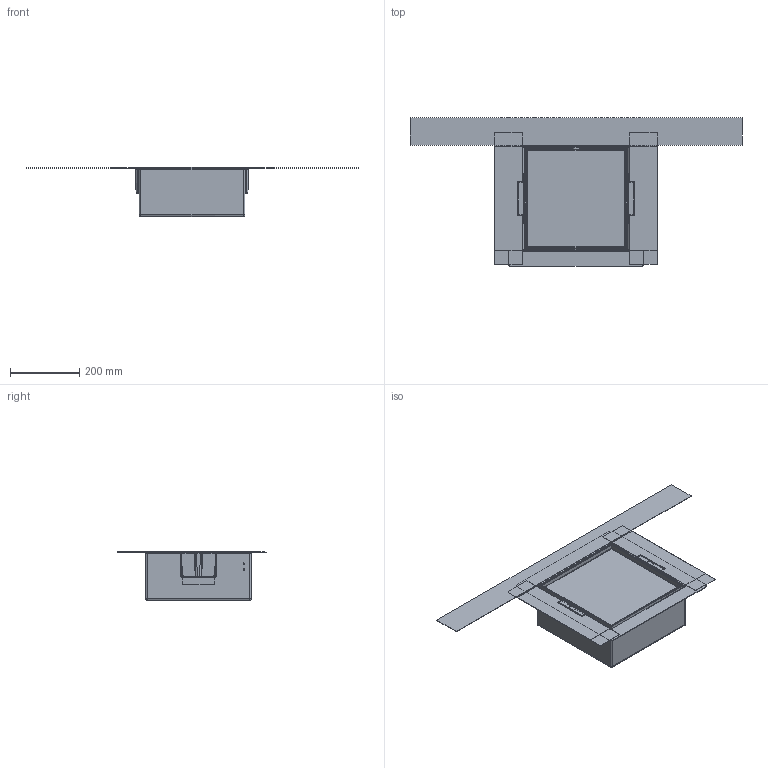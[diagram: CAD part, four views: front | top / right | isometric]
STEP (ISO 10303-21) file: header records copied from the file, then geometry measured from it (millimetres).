
FILE_DESCRIPTION(('CATIA V6 STEP','CAx-IF Rec.Pracs.--- Model Styling and Organization---1.5--- 2016-08-15','CAx-IF Rec.Pracs.---Supplemental Geometry---1.0---2011-11-01','CAx-IF Rec.Pracs.--- Composite Materials ---3.4---2017-06-13','CAx-IF Rec.Pracs.---Tessellated 3D Geometry---1.0---2015-12-17'),'2;1');
FILE_NAME('prd-HG-00551568.stp','2023-11-29T10:47:24+00:00',('none'),('none'),'3DEXPERIENCE Platform3DEXPERIENCE R2021x HotFix 8','3DEXPERIENCE Platform STEP AP242 v2','none');
FILE_SCHEMA(('AP242_MANAGED_MODEL_BASED_3D_ENGINEERING_MIM_LF {1 0 10303 442 1 1 4}'));
Length unit declared in the file: millimetre
Products named in the file (16): P-2_HG_XtraStoris_Rock_Ei_Abf_300_300_140; P-2_E0104050039; P-2_AA552; P-2_AA553; P-2_E0104050703; E0106000126; P-2_E0106000327; V5_LIM_Flies_Wandnische_T-Box_300x300; V5_P_2_Halterung_Wandbox; V5_P_2_Befestigung_Wandbox; V5_LIM_Klebepad_Wandbox; V5_P_2_Befestigung_Wandnische; P-2_AA743_1; P-2_AA380; V5_P_2_Einbaubox_C_Box_300x300x140; V5_P_2_Wandnische_C_Box_300x300x140
Assembly tree (22 placements, depth 3):
  P-2_HG_XtraStoris_Rock_Ei_Abf_300_300_140
    P-2_E0104050039  x4
    P-2_AA552
    P-2_AA553
    P-2_E0104050703  x2
    E0106000126
    P-2_E0106000327  x2
    V5_LIM_Flies_Wandnische_T-Box_300x300
    V5_P_2_Halterung_Wandbox  x2
      V5_P_2_Befestigung_Wandbox
      V5_LIM_Klebepad_Wandbox
    V5_P_2_Befestigung_Wandnische  x2
    P-2_AA743_1
    P-2_AA380
    V5_P_2_Einbaubox_C_Box_300x300x140
    V5_P_2_Wandnische_C_Box_300x300x140
Bounding box: 960 x 430.48 x 142 mm (x, y, z)
Volume: 1397285.2 mm3; surface area: 1828587.8 mm2
Topology: 22 solids, 22 shells, 594 faces, 1350 edges, 808 vertices
Faces by surface type: plane 267, cylinder 165, bspline 128, sphere 20, torus 14
Entity records: 19796 total; most frequent: CARTESIAN_POINT 10115, ORIENTED_EDGE 2196, DIRECTION 1459, EDGE_CURVE 1098, VERTEX_POINT 644, AXIS2_PLACEMENT_3D 561, VECTOR 556, LINE 556
